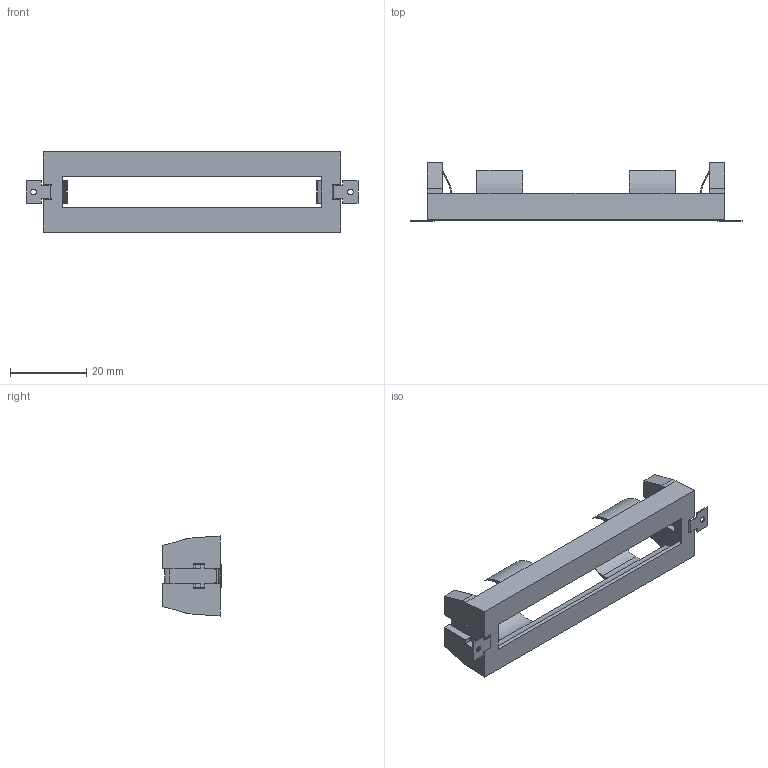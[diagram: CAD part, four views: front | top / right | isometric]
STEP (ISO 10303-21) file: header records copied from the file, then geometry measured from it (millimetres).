
FILE_DESCRIPTION (( 'STEP AP214' ), '1' );
FILE_NAME ('Assem1.STEP', '2023-08-19T11:49:08', ( '' ), ( '' ), 'SwSTEP 2.0', 'SolidWorks 2022', '' );
FILE_SCHEMA (( 'AUTOMOTIVE_DESIGN' ));
Length unit declared in the file: millimetre
Products named in the file (3): Assem1; Battery-Holder_Metal-Lead; Battery Holder
Assembly tree (3 placements, depth 2):
  Assem1
    Battery Holder
    Battery-Holder_Metal-Lead  x2
Bounding box: 87 x 15.3 x 21 mm (x, y, z)
Volume: 5549.6 mm3; surface area: 6370.4 mm2
Topology: 3 solids, 3 shells, 207 faces, 570 edges, 368 vertices
Faces by surface type: plane 173, cylinder 30, bspline 4
Entity records: 4985 total; most frequent: CARTESIAN_POINT 913, ORIENTED_EDGE 850, DIRECTION 783, EDGE_CURVE 425, VECTOR 379, LINE 379, VERTEX_POINT 272, AXIS2_PLACEMENT_3D 202
